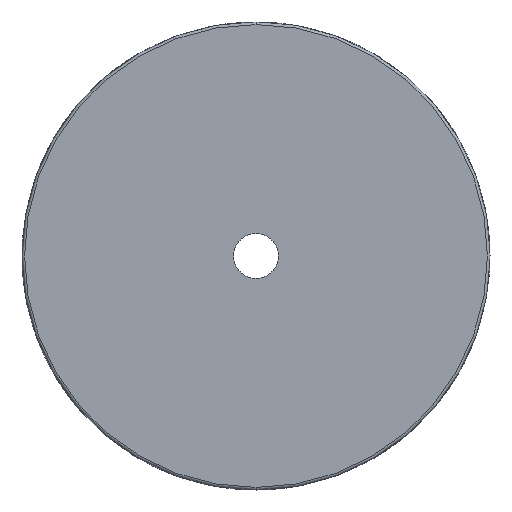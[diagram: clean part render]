
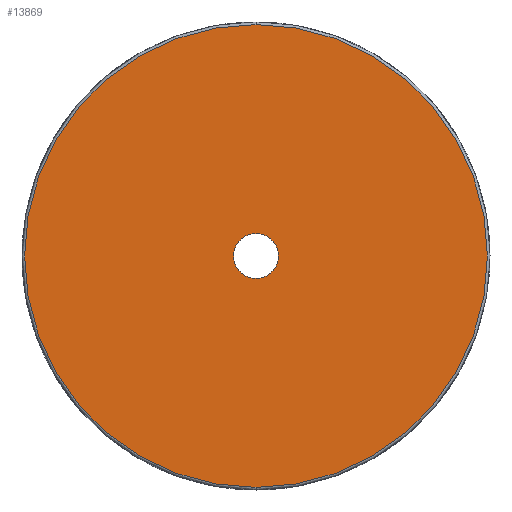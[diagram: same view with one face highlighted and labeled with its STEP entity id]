
A CAD part, front view. The second image highlights one B-rep face of the part: STEP entity #13869.
In plain terms, the highlighted planar face has unit normal (0, -1, 0).
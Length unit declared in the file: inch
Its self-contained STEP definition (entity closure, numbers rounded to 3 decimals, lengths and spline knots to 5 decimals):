
#5974 = EDGE_CURVE ( 'NONE', #6221, #6220, #13620, .T. ) ;
#6003 = VERTEX_POINT ( 'NONE', #13663 ) ;
#6008 = EDGE_CURVE ( 'NONE', #6003, #6424, #13697, .T. ) ;
#6220 = VERTEX_POINT ( 'NONE', #13680 ) ;
#6221 = VERTEX_POINT ( 'NONE', #13664 ) ;
#6424 = VERTEX_POINT ( 'NONE', #13729 ) ;
#9222 = AXIS2_PLACEMENT_3D ( 'NONE', #9414, #9488, #9487 ) ;
#9388 = CIRCLE ( 'NONE', #9222, 2.71 ) ;
#9414 = CARTESIAN_POINT ( 'NONE',  ( 0., 0., 0. ) ) ;
#9487 = DIRECTION ( 'NONE',  ( 0., 0., -1. ) ) ;
#9488 = DIRECTION ( 'NONE',  ( 0., -1., 0. ) ) ;
#9778 = PLANE ( 'NONE',  #9794 ) ;
#9779 = FACE_BOUND ( 'NONE', #13985, .T. ) ;
#9794 = AXIS2_PLACEMENT_3D ( 'NONE', #9886, #9871, #10022 ) ;
#9871 = DIRECTION ( 'NONE',  ( 0., -1., 0. ) ) ;
#9886 = CARTESIAN_POINT ( 'NONE',  ( 0., 0., 0. ) ) ;
#9891 = FACE_OUTER_BOUND ( 'NONE', #13876, .T. ) ;
#10022 = DIRECTION ( 'NONE',  ( 0., 0., -1. ) ) ;
#10353 = DIRECTION ( 'NONE',  ( 0., 0., -1. ) ) ;
#10355 = DIRECTION ( 'NONE',  ( 0., -1., 0. ) ) ;
#10356 = AXIS2_PLACEMENT_3D ( 'NONE', #10363, #10355, #10353 ) ;
#10363 = CARTESIAN_POINT ( 'NONE',  ( 0., 0., 0. ) ) ;
#10383 = CIRCLE ( 'NONE', #10356, 0.26349 ) ;
#13620 = CIRCLE ( 'NONE', #13665, 0.26349 ) ;
#13644 = CARTESIAN_POINT ( 'NONE',  ( 0., 0., 0. ) ) ;
#13648 = DIRECTION ( 'NONE',  ( 0., 0., -1. ) ) ;
#13649 = DIRECTION ( 'NONE',  ( 0., -1., 0. ) ) ;
#13663 = CARTESIAN_POINT ( 'NONE',  ( 0., 0., -2.71 ) ) ;
#13664 = CARTESIAN_POINT ( 'NONE',  ( 0., 0., 0.26349 ) ) ;
#13665 = AXIS2_PLACEMENT_3D ( 'NONE', #13644, #13649, #13648 ) ;
#13680 = CARTESIAN_POINT ( 'NONE',  ( 0., 0., -0.26349 ) ) ;
#13693 = DIRECTION ( 'NONE',  ( 0., 0., -1. ) ) ;
#13694 = DIRECTION ( 'NONE',  ( 0., -1., 0. ) ) ;
#13695 = CARTESIAN_POINT ( 'NONE',  ( 0., 0., 0. ) ) ;
#13696 = AXIS2_PLACEMENT_3D ( 'NONE', #13695, #13694, #13693 ) ;
#13697 = CIRCLE ( 'NONE', #13696, 2.71 ) ;
#13729 = CARTESIAN_POINT ( 'NONE',  ( 0., 0., 2.71 ) ) ;
#13844 = ORIENTED_EDGE ( 'NONE', *, *, #13846, .T. ) ;
#13846 = EDGE_CURVE ( 'NONE', #6424, #6003, #9388, .T. ) ;
#13869 = ADVANCED_FACE ( 'NONE', ( #9891, #9779 ), #9778, .T. ) ;
#13876 = EDGE_LOOP ( 'NONE', ( #13902, #13844 ) ) ;
#13901 = ORIENTED_EDGE ( 'NONE', *, *, #13903, .F. ) ;
#13902 = ORIENTED_EDGE ( 'NONE', *, *, #6008, .T. ) ;
#13903 = EDGE_CURVE ( 'NONE', #6220, #6221, #10383, .T. ) ;
#13905 = ORIENTED_EDGE ( 'NONE', *, *, #5974, .F. ) ;
#13985 = EDGE_LOOP ( 'NONE', ( #13905, #13901 ) ) ;
